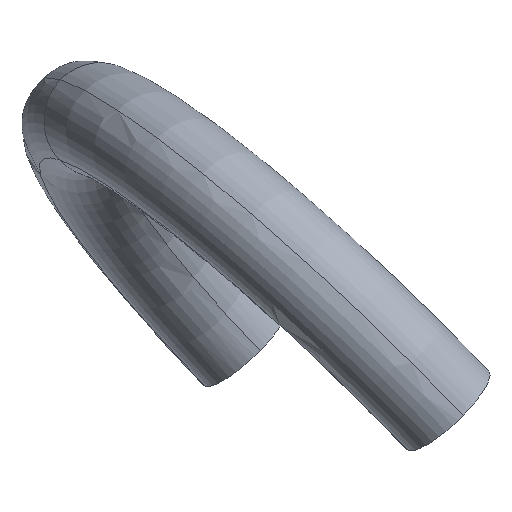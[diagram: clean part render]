
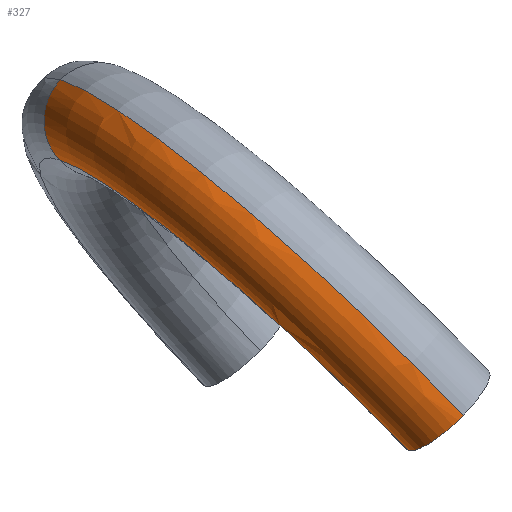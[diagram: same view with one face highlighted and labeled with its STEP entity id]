
A CAD part, isometric view. The second image highlights one B-rep face of the part: STEP entity #327.
In plain terms, the highlighted toroidal (fillet/blend) face has major radius 13 mm and minor radius 2 mm.
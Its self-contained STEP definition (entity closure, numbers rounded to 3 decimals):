
#179=CARTESIAN_POINT('POINT13',(-319.448,
   9.362,-73.348));
#180=VERTEX_POINT('VERTEX13',#179);
#189=CARTESIAN_POINT('POINT14',(-320.49,
   8.384,-75.789));
#190=VERTEX_POINT('VERTEX14',#189);
#197=CARTESIAN_POINT('POS8',(-318.779,
   8.14,-74.783));
#198=DIRECTION('DIR13',(-0.394,-0.783,
   0.482));
#199=DIRECTION('DIR14',(-0.335,0.611,
   0.718));
#200=AXIS2_PLACEMENT_3D('AXIS6',#197,#198,#199);
#201=CIRCLE('ELLIPSE2',#200,2.);
#202=EDGE_CURVE('EDGE18',#180,#190,#201,.T.);
#206=CARTESIAN_POINT('POS9',(-314.427,0.203
   ,-84.114));
#207=DIRECTION('DIR15',(0.856,-0.122,
   0.503));
#208=DIRECTION('DIR16',(0.335,-0.611,
   -0.718));
#209=AXIS2_PLACEMENT_3D('AXIS7',#206,#207,#208);
#210=TOROIDAL_SURFACE('TORUS1',#209,13.,
   2.);
#301=CARTESIAN_POINT('POINT19',(-320.343,
   -11.535,-76.888));
#302=VERTEX_POINT('VERTEX19',#301);
#303=CARTESIAN_POINT('POS14',(-314.427,
   0.203,-84.114));
#304=DIRECTION('DIR23',(0.856,-0.122,
   0.503));
#305=DIRECTION('DIR24',(0.506,0.,
   -0.862));
#306=AXIS2_PLACEMENT_3D('AXIS10',#303,#304,#305);
#307=CIRCLE('ELLIPSE4',#306,15.);
#308=EDGE_CURVE('EDGE28',#180,#302,#307,.T.);
#309=ORIENTED_EDGE('COEDGE49',*,*,#308,.F.);
#310=ORIENTED_EDGE('COEDGE50',*,*,#202,.T.);
#311=CARTESIAN_POINT('POINT20',(-321.266,
   -9.726,-78.857));
#312=VERTEX_POINT('VERTEX20',#311);
#313=(BOUNDED_CURVE() B_SPLINE_CURVE(2,(#314,#315,#316),.UNSPECIFIED.,
   .F.,.F.) B_SPLINE_CURVE_WITH_KNOTS((3,3),(1.251,
   2.502),.UNSPECIFIED.) CURVE() 
   GEOMETRIC_REPRESENTATION_ITEM() RATIONAL_B_SPLINE_CURVE((1.,
   0.707,1.)) REPRESENTATION_ITEM('SPLINE_CRV19'))
   ;
#314=CARTESIAN_POINT('',(-320.49,8.384,
   -75.789));
#315=CARTESIAN_POINT('',(-325.617,-1.789,
   -69.526));
#316=CARTESIAN_POINT('',(-321.266,-9.726,
   -78.857));
#317=EDGE_CURVE('EDGE29',#190,#312,#313,.T.);
#318=ORIENTED_EDGE('COEDGE51',*,*,#317,.T.);
#319=(BOUNDED_CURVE() B_SPLINE_CURVE(2,(#320,#321,#322),.UNSPECIFIED.,
   .F.,.F.) B_SPLINE_CURVE_WITH_KNOTS((3,3),(0.,
   0.244),.UNSPECIFIED.) CURVE() 
   GEOMETRIC_REPRESENTATION_ITEM() RATIONAL_B_SPLINE_CURVE((1.,
   0.634,0.804)) REPRESENTATION_ITEM(
   'SPLINE_CRV20'));
#320=CARTESIAN_POINT('',(-321.266,-9.726,
   -78.857));
#321=CARTESIAN_POINT('',(-322.055,-11.291,
   -77.894));
#322=CARTESIAN_POINT('',(-320.343,-11.535,
   -76.888));
#323=EDGE_CURVE('EDGE30',#312,#302,#319,.T.);
#324=ORIENTED_EDGE('COEDGE52',*,*,#323,.T.);
#325=EDGE_LOOP('NONE',(#309,#310,#318,#324));
#326=FACE_BOUND('LOOP1',#325,.T.);
#327=ADVANCED_FACE('FACE13',(#326),#210,.T.);
